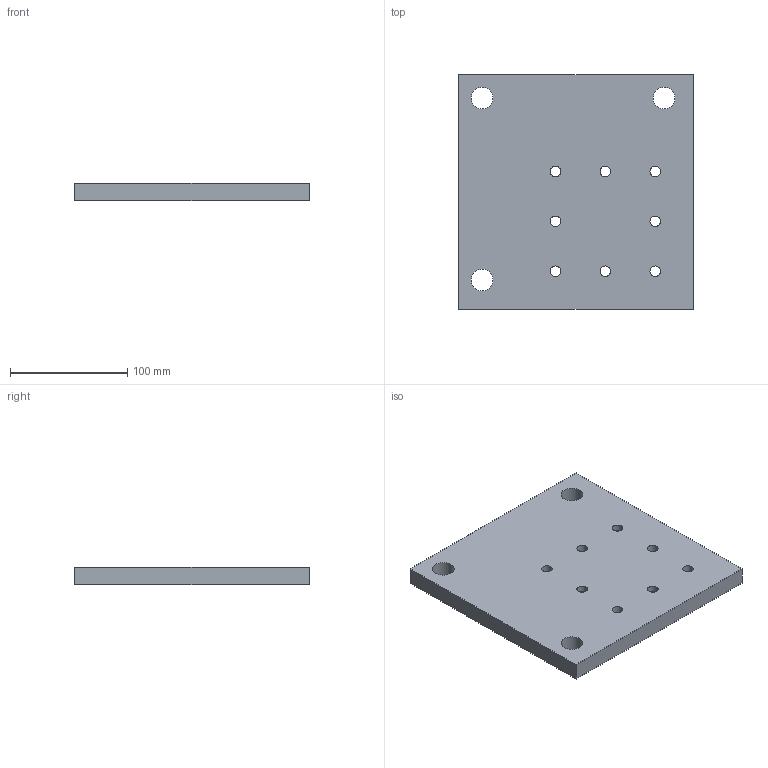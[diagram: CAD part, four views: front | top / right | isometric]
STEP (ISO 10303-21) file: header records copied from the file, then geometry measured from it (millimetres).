
FILE_DESCRIPTION(('Creo Elements/Direct Modeling STEP Export'),'2;1');
FILE_NAME('11.0230.1_Sockelplatte-MMS-11_200x200x15-seitlich-Eckmontage-(P-100-100).stp','2022-03-18T14:17:01',(''),(''),'PTC Creo Elements/Direct Modeling STEP processor for AP214 (Solid Model)','PTC Creo Elements/Direct Modeling 19.0C 15-Aug-2015 (C) Parametric Technology GmbH','');
FILE_SCHEMA(('AUTOMOTIVE_DESIGN { 1 0 10303 214 1 1 1 1 }'));
Length unit declared in the file: millimetre
Products named in the file (1): Sockelplatte-MMS-11_200x200x15-seitlich-Eckmontage-P-100-100_11.0230.1_
PX176287
Bounding box: 200 x 200 x 15 mm (x, y, z)
Volume: 572126.8 mm3; surface area: 96734.8 mm2
Topology: 1 solids, 1 shells, 52 faces, 126 edges, 84 vertices
Faces by surface type: cylinder 38, plane 14
Entity records: 1442 total; most frequent: ORIENTED_EDGE 252, DIRECTION 232, CARTESIAN_POINT 225, EDGE_CURVE 126, AXIS2_PLACEMENT_3D 91, VERTEX_POINT 84, EDGE_LOOP 82, FACE_OUTER_BOUND 52
